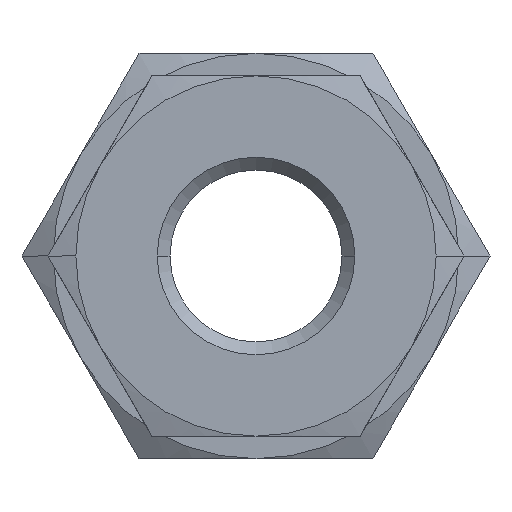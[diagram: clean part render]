
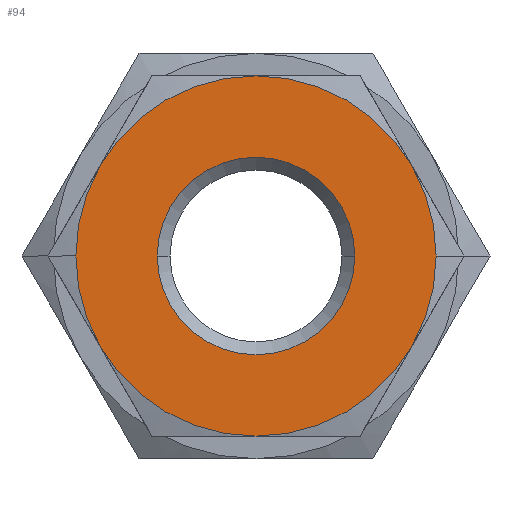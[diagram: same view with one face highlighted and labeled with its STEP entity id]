
A CAD part, front view. The second image highlights one B-rep face of the part: STEP entity #94.
In plain terms, the highlighted planar face has unit normal (0, -1, 0).
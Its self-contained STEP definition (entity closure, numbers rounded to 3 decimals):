
#94=ADVANCED_FACE('',(#186,#187),#188,.F.);
#186=FACE_OUTER_BOUND('',#312,.T.);
#187=FACE_BOUND('',#313,.T.);
#188=PLANE('',#314);
#312=EDGE_LOOP('',(#579,#580,#581,#582,#583,#584,#585,#586));
#313=EDGE_LOOP('',(#587,#588));
#314=AXIS2_PLACEMENT_3D('',#589,#590,#591);
#579=ORIENTED_EDGE('',*,*,#889,.F.);
#580=ORIENTED_EDGE('',*,*,#888,.F.);
#581=ORIENTED_EDGE('',*,*,#887,.T.);
#582=ORIENTED_EDGE('',*,*,#852,.T.);
#583=ORIENTED_EDGE('',*,*,#886,.F.);
#584=ORIENTED_EDGE('',*,*,#885,.F.);
#585=ORIENTED_EDGE('',*,*,#854,.T.);
#586=ORIENTED_EDGE('',*,*,#884,.T.);
#587=ORIENTED_EDGE('',*,*,#844,.T.);
#588=ORIENTED_EDGE('',*,*,#891,.T.);
#589=CARTESIAN_POINT('',(0.0,0.0,0.0));
#590=DIRECTION('',(0.0,1.0,0.0));
#591=DIRECTION('',(1.0,0.0,-0.0));
#844=EDGE_CURVE('',#1003,#1001,#1004,.T.);
#852=EDGE_CURVE('',#1015,#1017,#1019,.T.);
#854=EDGE_CURVE('',#1023,#1020,#1024,.T.);
#884=EDGE_CURVE('',#1020,#1068,#1072,.T.);
#885=EDGE_CURVE('',#1023,#1051,#1073,.T.);
#886=EDGE_CURVE('',#1051,#1017,#1074,.T.);
#887=EDGE_CURVE('',#1058,#1015,#1075,.T.);
#888=EDGE_CURVE('',#1058,#1063,#1076,.T.);
#889=EDGE_CURVE('',#1063,#1068,#1077,.T.);
#891=EDGE_CURVE('',#1001,#1003,#1079,.T.);
#1001=VERTEX_POINT('',#1255);
#1003=VERTEX_POINT('',#1258);
#1004=CIRCLE('',#1259,6.579);
#1015=VERTEX_POINT('',#1273);
#1017=VERTEX_POINT('',#1276);
#1019=CIRCLE('',#1285,12.0);
#1020=VERTEX_POINT('',#1286);
#1023=VERTEX_POINT('',#1290);
#1024=CIRCLE('',#1291,12.0);
#1051=VERTEX_POINT('',#1342);
#1058=VERTEX_POINT('',#1372);
#1063=VERTEX_POINT('',#1392);
#1068=VERTEX_POINT('',#1412);
#1072=CIRCLE('',#1430,12.0);
#1073=CIRCLE('',#1431,12.0);
#1074=CIRCLE('',#1432,12.0);
#1075=CIRCLE('',#1433,12.0);
#1076=CIRCLE('',#1434,12.0);
#1077=CIRCLE('',#1435,12.0);
#1079=CIRCLE('',#1437,6.579);
#1255=CARTESIAN_POINT('',(6.579,0.0,0.));
#1258=CARTESIAN_POINT('',(-6.579,0.0,0.0));
#1259=AXIS2_PLACEMENT_3D('',#1714,#1715,#1716);
#1273=CARTESIAN_POINT('',(12.0,0.0,0.));
#1276=CARTESIAN_POINT('',(10.392,0.0,6.));
#1285=AXIS2_PLACEMENT_3D('',#1727,#1728,#1729);
#1286=CARTESIAN_POINT('',(-12.0,0.0,0.));
#1290=CARTESIAN_POINT('',(-10.392,0.0,6.));
#1291=AXIS2_PLACEMENT_3D('',#1731,#1732,#1733);
#1342=CARTESIAN_POINT('',(0.,0.0,12.0));
#1372=CARTESIAN_POINT('',(10.392,0.0,-6.));
#1392=CARTESIAN_POINT('',(0.,0.0,-12.0));
#1412=CARTESIAN_POINT('',(-10.392,0.0,-6.));
#1430=AXIS2_PLACEMENT_3D('',#1760,#1761,#1762);
#1431=AXIS2_PLACEMENT_3D('',#1763,#1764,#1765);
#1432=AXIS2_PLACEMENT_3D('',#1766,#1767,#1768);
#1433=AXIS2_PLACEMENT_3D('',#1769,#1770,#1771);
#1434=AXIS2_PLACEMENT_3D('',#1772,#1773,#1774);
#1435=AXIS2_PLACEMENT_3D('',#1775,#1776,#1777);
#1437=AXIS2_PLACEMENT_3D('',#1781,#1782,#1783);
#1714=CARTESIAN_POINT('',(0.0,0.0,0.0));
#1715=DIRECTION('',(-0.0,1.0,0.0));
#1716=DIRECTION('',(1.0,0.0,0.0));
#1727=CARTESIAN_POINT('',(0.0,0.0,0.0));
#1728=DIRECTION('',(0.0,-1.0,0.0));
#1729=DIRECTION('',(0.866,0.0,-0.5));
#1731=CARTESIAN_POINT('',(0.0,0.0,0.0));
#1732=DIRECTION('',(0.0,-1.0,0.0));
#1733=DIRECTION('',(-0.866,0.0,0.5));
#1760=CARTESIAN_POINT('',(0.0,0.0,0.0));
#1761=DIRECTION('',(0.0,-1.0,0.0));
#1762=DIRECTION('',(-0.866,0.0,0.5));
#1763=CARTESIAN_POINT('',(0.0,0.0,0.0));
#1764=DIRECTION('',(0.0,1.0,0.0));
#1765=DIRECTION('',(-0.866,0.0,0.5));
#1766=CARTESIAN_POINT('',(0.0,0.0,0.0));
#1767=DIRECTION('',(0.0,1.0,0.0));
#1768=DIRECTION('',(0.,0.0,1.0));
#1769=CARTESIAN_POINT('',(0.0,0.0,0.0));
#1770=DIRECTION('',(0.0,-1.0,0.0));
#1771=DIRECTION('',(0.866,0.0,-0.5));
#1772=CARTESIAN_POINT('',(0.0,0.0,0.0));
#1773=DIRECTION('',(0.0,1.0,0.0));
#1774=DIRECTION('',(0.866,0.0,-0.5));
#1775=CARTESIAN_POINT('',(0.0,0.0,0.0));
#1776=DIRECTION('',(0.0,1.0,0.0));
#1777=DIRECTION('',(0.,0.0,-1.0));
#1781=CARTESIAN_POINT('',(0.0,0.0,0.0));
#1782=DIRECTION('',(-0.0,1.0,0.0));
#1783=DIRECTION('',(1.0,0.0,0.0));
